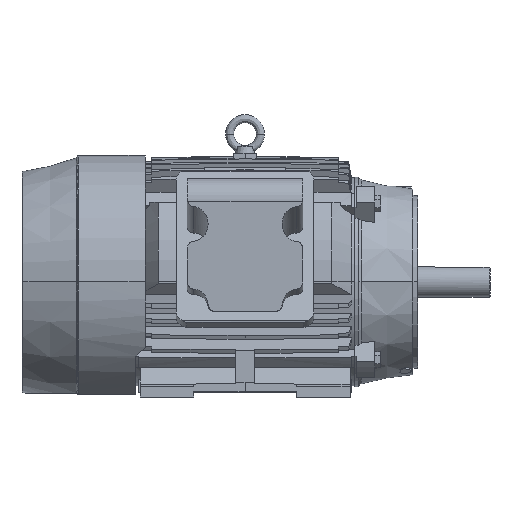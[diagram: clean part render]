
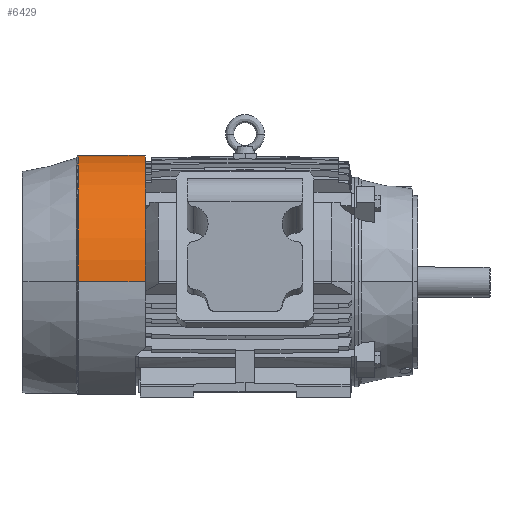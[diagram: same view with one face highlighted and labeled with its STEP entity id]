
A CAD part, top view. The second image highlights one B-rep face of the part: STEP entity #6429.
In plain terms, the highlighted cylindrical face has radius 195.1 mm (diameter 390.2 mm), a partial arc.
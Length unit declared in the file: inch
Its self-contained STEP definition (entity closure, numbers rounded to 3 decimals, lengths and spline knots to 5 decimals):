
#8 = ORIENTED_EDGE ( 'NONE', *, *, #20585, .T. ) ;
#2345 = VERTEX_POINT ( 'NONE', #21378 ) ;
#2875 = EDGE_LOOP ( 'NONE', ( #28162, #64028, #8, #49367 ) ) ;
#3056 = FACE_OUTER_BOUND ( 'NONE', #2875, .T. ) ;
#6429 = ADVANCED_FACE ( 'NONE', ( #3056 ), #8820, .T. ) ;
#8820 = CYLINDRICAL_SURFACE ( 'NONE', #58116, 7.6811 ) ;
#9220 = DIRECTION ( 'NONE',  ( 0., 0., -1. ) ) ;
#10741 = CIRCLE ( 'NONE', #57845, 7.6811 ) ;
#11167 = CARTESIAN_POINT ( 'NONE',  ( -6.06299, 0., 0. ) ) ;
#11813 = CARTESIAN_POINT ( 'NONE',  ( -6.06299, 0., -7.6811 ) ) ;
#13500 = CARTESIAN_POINT ( 'NONE',  ( -10.12008, 0., 0. ) ) ;
#17194 = VERTEX_POINT ( 'NONE', #40608 ) ;
#19245 = VECTOR ( 'NONE', #19836, 39.37008 ) ;
#19836 = DIRECTION ( 'NONE',  ( 1., 0., 0. ) ) ;
#20585 = EDGE_CURVE ( 'NONE', #35171, #39237, #56756, .T. ) ;
#21378 = CARTESIAN_POINT ( 'NONE',  ( -10.12008, 0., 7.6811 ) ) ;
#28162 = ORIENTED_EDGE ( 'NONE', *, *, #71872, .T. ) ;
#31354 = LINE ( 'NONE', #50999, #19245 ) ;
#32970 = CARTESIAN_POINT ( 'NONE',  ( -6.06299, 0., 7.6811 ) ) ;
#35171 = VERTEX_POINT ( 'NONE', #50764 ) ;
#35388 = DIRECTION ( 'NONE',  ( -1., 0., 0. ) ) ;
#39237 = VERTEX_POINT ( 'NONE', #11813 ) ;
#39582 = DIRECTION ( 'NONE',  ( 1., 0., 0. ) ) ;
#40608 = CARTESIAN_POINT ( 'NONE',  ( -10.12008, 0., -7.6811 ) ) ;
#40745 = DIRECTION ( 'NONE',  ( 0., 0., -1. ) ) ;
#43433 = VECTOR ( 'NONE', #69510, 39.37008 ) ;
#43489 = DIRECTION ( 'NONE',  ( 1., 0., 0. ) ) ;
#45050 = EDGE_CURVE ( 'NONE', #17194, #39237, #31354, .T. ) ;
#49367 = ORIENTED_EDGE ( 'NONE', *, *, #45050, .F. ) ;
#50764 = CARTESIAN_POINT ( 'NONE',  ( -6.06299, 0., 7.6811 ) ) ;
#50999 = CARTESIAN_POINT ( 'NONE',  ( -6.06299, 0., -7.6811 ) ) ;
#56407 = LINE ( 'NONE', #32970, #43433 ) ;
#56603 = DIRECTION ( 'NONE',  ( 0., 0., -1. ) ) ;
#56756 = CIRCLE ( 'NONE', #77694, 7.6811 ) ;
#57845 = AXIS2_PLACEMENT_3D ( 'NONE', #13500, #43489, #56603 ) ;
#58116 = AXIS2_PLACEMENT_3D ( 'NONE', #71171, #39582, #9220 ) ;
#64028 = ORIENTED_EDGE ( 'NONE', *, *, #69182, .T. ) ;
#69182 = EDGE_CURVE ( 'NONE', #2345, #35171, #56407, .T. ) ;
#69510 = DIRECTION ( 'NONE',  ( 1., 0., 0. ) ) ;
#71171 = CARTESIAN_POINT ( 'NONE',  ( -6.06299, 0., 0. ) ) ;
#71872 = EDGE_CURVE ( 'NONE', #17194, #2345, #10741, .T. ) ;
#77694 = AXIS2_PLACEMENT_3D ( 'NONE', #11167, #35388, #40745 ) ;
